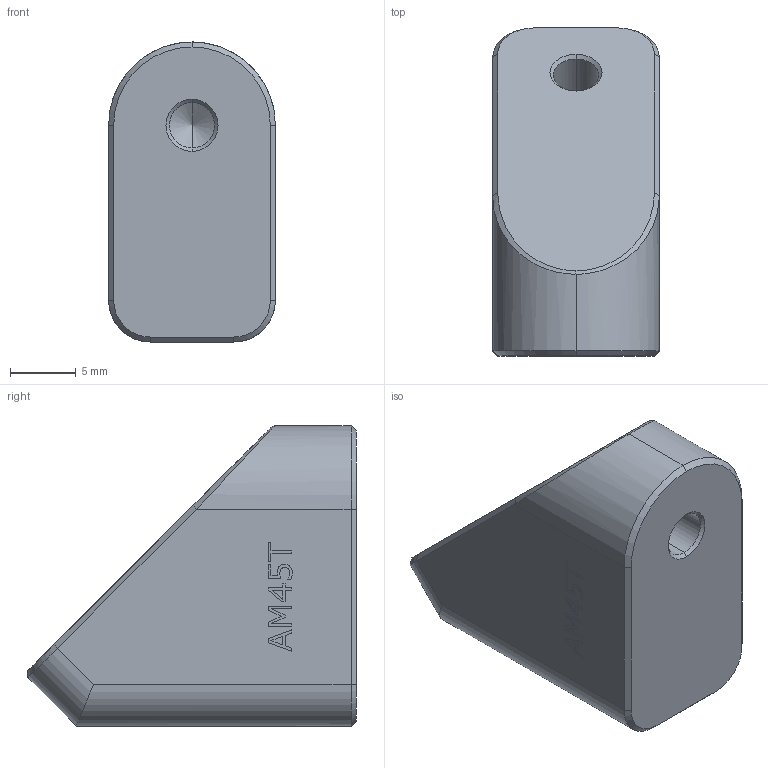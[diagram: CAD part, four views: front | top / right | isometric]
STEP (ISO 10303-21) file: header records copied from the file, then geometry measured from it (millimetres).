
FILE_DESCRIPTION (( 'STEP AP214' ), '1' );
FILE_NAME ('23855-E0W.STEP', '2012-03-22T17:50:33', ( 'Admin' ), ( 'Thorlabs, Inc.' ), 'SwSTEP 2.0', 'SolidWorks 2011', '' );
FILE_SCHEMA (( 'AUTOMOTIVE_DESIGN' ));
Length unit declared in the file: inch
Products named in the file (1): 23855-E0W
Bounding box: 12.7 x 24.99 x 22.86 mm (x, y, z)
Volume: 4547.1 mm3; surface area: 1809.9 mm2
Topology: 1 solids, 1 shells, 262 faces, 689 edges, 451 vertices
Faces by surface type: plane 168, bspline 72, cone 12, cylinder 10
Entity records: 12189 total; most frequent: CARTESIAN_POINT 2777, ORIENTED_EDGE 1374, DIRECTION 940, EDGE_CURVE 687, VECTOR 514, LINE 514, VERTEX_POINT 451, EDGE_LOOP 288
